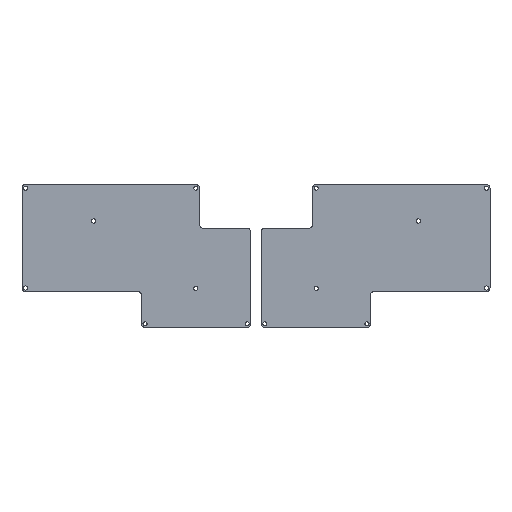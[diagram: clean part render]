
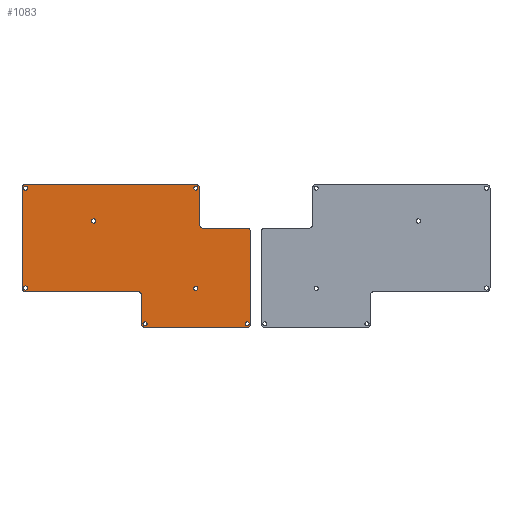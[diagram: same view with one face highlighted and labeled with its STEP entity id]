
A CAD part, top view. The second image highlights one B-rep face of the part: STEP entity #1083.
In plain terms, the highlighted planar face has unit normal (0, 0, 1).
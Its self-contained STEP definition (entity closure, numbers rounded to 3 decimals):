
#46 = VERTEX_POINT('',#47);
#47 = CARTESIAN_POINT('',(115.543,-51.203,1.6));
#53 = EDGE_CURVE('',#46,#54,#56,.T.);
#54 = VERTEX_POINT('',#55);
#55 = CARTESIAN_POINT('',(117.4,-53.2,1.6));
#56 = CIRCLE('',#57,1.998);
#57 = AXIS2_PLACEMENT_3D('',#58,#59,#60);
#58 = CARTESIAN_POINT('',(115.402,-53.195,1.6));
#59 = DIRECTION('',(0.,0.,-1.));
#60 = DIRECTION('',(0.07,0.998,0.));
#86 = EDGE_CURVE('',#54,#87,#89,.T.);
#87 = VERTEX_POINT('',#88);
#88 = CARTESIAN_POINT('',(117.4,-73.5,1.6));
#89 = LINE('',#90,#91);
#90 = CARTESIAN_POINT('',(117.4,-53.2,1.6));
#91 = VECTOR('',#92,1.);
#92 = DIRECTION('',(0.,-1.,0.));
#117 = EDGE_CURVE('',#87,#118,#120,.T.);
#118 = VERTEX_POINT('',#119);
#119 = CARTESIAN_POINT('',(117.403,-73.643,1.6));
#120 = LINE('',#121,#122);
#121 = CARTESIAN_POINT('',(117.4,-73.5,1.6));
#122 = VECTOR('',#123,1.);
#123 = DIRECTION('',(0.018,-1.,0.));
#148 = EDGE_CURVE('',#118,#149,#151,.T.);
#149 = VERTEX_POINT('',#150);
#150 = CARTESIAN_POINT('',(119.4,-75.5,1.6));
#151 = CIRCLE('',#152,1.998);
#152 = AXIS2_PLACEMENT_3D('',#153,#154,#155);
#153 = CARTESIAN_POINT('',(119.395,-73.502,1.6));
#154 = DIRECTION('',(0.,0.,1.));
#155 = DIRECTION('',(-0.998,-0.07,0.));
#181 = EDGE_CURVE('',#149,#182,#184,.T.);
#182 = VERTEX_POINT('',#183);
#183 = CARTESIAN_POINT('',(143.9,-75.5,1.6));
#184 = LINE('',#185,#186);
#185 = CARTESIAN_POINT('',(119.4,-75.5,1.6));
#186 = VECTOR('',#187,1.);
#187 = DIRECTION('',(1.,0.,0.));
#212 = EDGE_CURVE('',#182,#213,#215,.T.);
#213 = VERTEX_POINT('',#214);
#214 = CARTESIAN_POINT('',(144.043,-75.503,1.6));
#215 = LINE('',#216,#217);
#216 = CARTESIAN_POINT('',(143.9,-75.5,1.6));
#217 = VECTOR('',#218,1.);
#218 = DIRECTION('',(1.,-0.018,0.));
#243 = EDGE_CURVE('',#213,#244,#246,.T.);
#244 = VERTEX_POINT('',#245);
#245 = CARTESIAN_POINT('',(145.9,-77.5,1.6));
#246 = CIRCLE('',#247,1.998);
#247 = AXIS2_PLACEMENT_3D('',#248,#249,#250);
#248 = CARTESIAN_POINT('',(143.902,-77.495,1.6));
#249 = DIRECTION('',(0.,0.,-1.));
#250 = DIRECTION('',(0.07,0.998,0.));
#276 = EDGE_CURVE('',#244,#277,#279,.T.);
#277 = VERTEX_POINT('',#278);
#278 = CARTESIAN_POINT('',(145.9,-128.8,1.6));
#279 = LINE('',#280,#281);
#280 = CARTESIAN_POINT('',(145.9,-77.5,1.6));
#281 = VECTOR('',#282,1.);
#282 = DIRECTION('',(0.,-1.,0.));
#307 = EDGE_CURVE('',#277,#308,#310,.T.);
#308 = VERTEX_POINT('',#309);
#309 = CARTESIAN_POINT('',(145.897,-128.943,1.6));
#310 = LINE('',#311,#312);
#311 = CARTESIAN_POINT('',(145.9,-128.8,1.6));
#312 = VECTOR('',#313,1.);
#313 = DIRECTION('',(-0.018,-1.,0.));
#338 = EDGE_CURVE('',#308,#339,#341,.T.);
#339 = VERTEX_POINT('',#340);
#340 = CARTESIAN_POINT('',(143.9,-130.8,1.6));
#341 = CIRCLE('',#342,1.998);
#342 = AXIS2_PLACEMENT_3D('',#343,#344,#345);
#343 = CARTESIAN_POINT('',(143.905,-128.802,1.6));
#344 = DIRECTION('',(0.,0.,-1.));
#345 = DIRECTION('',(0.998,-0.07,0.));
#371 = EDGE_CURVE('',#339,#372,#374,.T.);
#372 = VERTEX_POINT('',#373);
#373 = CARTESIAN_POINT('',(87.1,-130.8,1.6));
#374 = LINE('',#375,#376);
#375 = CARTESIAN_POINT('',(143.9,-130.8,1.6));
#376 = VECTOR('',#377,1.);
#377 = DIRECTION('',(-1.,0.,0.));
#402 = EDGE_CURVE('',#372,#403,#405,.T.);
#403 = VERTEX_POINT('',#404);
#404 = CARTESIAN_POINT('',(86.957,-130.797,1.6));
#405 = LINE('',#406,#407);
#406 = CARTESIAN_POINT('',(87.1,-130.8,1.6));
#407 = VECTOR('',#408,1.);
#408 = DIRECTION('',(-1.,0.018,0.));
#433 = EDGE_CURVE('',#403,#434,#436,.T.);
#434 = VERTEX_POINT('',#435);
#435 = CARTESIAN_POINT('',(85.1,-128.8,1.6));
#436 = CIRCLE('',#437,1.998);
#437 = AXIS2_PLACEMENT_3D('',#438,#439,#440);
#438 = CARTESIAN_POINT('',(87.098,-128.805,1.6));
#439 = DIRECTION('',(0.,0.,-1.));
#440 = DIRECTION('',(-0.07,-0.998,-0.));
#466 = EDGE_CURVE('',#434,#467,#469,.T.);
#467 = VERTEX_POINT('',#468);
#468 = CARTESIAN_POINT('',(85.1,-112.8,1.6));
#469 = LINE('',#470,#471);
#470 = CARTESIAN_POINT('',(85.1,-128.8,1.6));
#471 = VECTOR('',#472,1.);
#472 = DIRECTION('',(0.,1.,0.));
#497 = EDGE_CURVE('',#467,#498,#500,.T.);
#498 = VERTEX_POINT('',#499);
#499 = CARTESIAN_POINT('',(85.097,-112.657,1.6));
#500 = LINE('',#501,#502);
#501 = CARTESIAN_POINT('',(85.1,-112.8,1.6));
#502 = VECTOR('',#503,1.);
#503 = DIRECTION('',(-0.018,1.,0.));
#528 = EDGE_CURVE('',#498,#529,#531,.T.);
#529 = VERTEX_POINT('',#530);
#530 = CARTESIAN_POINT('',(83.1,-110.8,1.6));
#531 = CIRCLE('',#532,1.998);
#532 = AXIS2_PLACEMENT_3D('',#533,#534,#535);
#533 = CARTESIAN_POINT('',(83.105,-112.798,1.6));
#534 = DIRECTION('',(0.,0.,1.));
#535 = DIRECTION('',(0.998,0.07,-0.));
#561 = EDGE_CURVE('',#529,#562,#564,.T.);
#562 = VERTEX_POINT('',#563);
#563 = CARTESIAN_POINT('',(20.6,-110.8,1.6));
#564 = LINE('',#565,#566);
#565 = CARTESIAN_POINT('',(83.1,-110.8,1.6));
#566 = VECTOR('',#567,1.);
#567 = DIRECTION('',(-1.,0.,0.));
#592 = EDGE_CURVE('',#562,#593,#595,.T.);
#593 = VERTEX_POINT('',#594);
#594 = CARTESIAN_POINT('',(20.457,-110.797,1.6));
#595 = LINE('',#596,#597);
#596 = CARTESIAN_POINT('',(20.6,-110.8,1.6));
#597 = VECTOR('',#598,1.);
#598 = DIRECTION('',(-1.,0.018,0.));
#623 = EDGE_CURVE('',#593,#624,#626,.T.);
#624 = VERTEX_POINT('',#625);
#625 = CARTESIAN_POINT('',(18.6,-108.8,1.6));
#626 = CIRCLE('',#627,1.998);
#627 = AXIS2_PLACEMENT_3D('',#628,#629,#630);
#628 = CARTESIAN_POINT('',(20.598,-108.805,1.6));
#629 = DIRECTION('',(0.,0.,-1.));
#630 = DIRECTION('',(-0.07,-0.998,-0.));
#656 = EDGE_CURVE('',#624,#657,#659,.T.);
#657 = VERTEX_POINT('',#658);
#658 = CARTESIAN_POINT('',(18.6,-53.2,1.6));
#659 = LINE('',#660,#661);
#660 = CARTESIAN_POINT('',(18.6,-108.8,1.6));
#661 = VECTOR('',#662,1.);
#662 = DIRECTION('',(0.,1.,0.));
#687 = EDGE_CURVE('',#657,#688,#690,.T.);
#688 = VERTEX_POINT('',#689);
#689 = CARTESIAN_POINT('',(18.603,-53.057,1.6));
#690 = LINE('',#691,#692);
#691 = CARTESIAN_POINT('',(18.6,-53.2,1.6));
#692 = VECTOR('',#693,1.);
#693 = DIRECTION('',(0.018,1.,0.));
#718 = EDGE_CURVE('',#688,#719,#721,.T.);
#719 = VERTEX_POINT('',#720);
#720 = CARTESIAN_POINT('',(20.6,-51.2,1.6));
#721 = CIRCLE('',#722,1.998);
#722 = AXIS2_PLACEMENT_3D('',#723,#724,#725);
#723 = CARTESIAN_POINT('',(20.595,-53.198,1.6));
#724 = DIRECTION('',(0.,0.,-1.));
#725 = DIRECTION('',(-0.998,0.07,0.));
#751 = EDGE_CURVE('',#719,#752,#754,.T.);
#752 = VERTEX_POINT('',#753);
#753 = CARTESIAN_POINT('',(115.4,-51.2,1.6));
#754 = LINE('',#755,#756);
#755 = CARTESIAN_POINT('',(20.6,-51.2,1.6));
#756 = VECTOR('',#757,1.);
#757 = DIRECTION('',(1.,0.,0.));
#782 = EDGE_CURVE('',#752,#46,#783,.T.);
#783 = LINE('',#784,#785);
#784 = CARTESIAN_POINT('',(115.4,-51.2,1.6));
#785 = VECTOR('',#786,1.);
#786 = DIRECTION('',(1.,-0.018,0.));
#806 = VERTEX_POINT('',#807);
#807 = CARTESIAN_POINT('',(88.25,-128.8,1.6));
#813 = EDGE_CURVE('',#806,#806,#814,.T.);
#814 = CIRCLE('',#815,1.15);
#815 = AXIS2_PLACEMENT_3D('',#816,#817,#818);
#816 = CARTESIAN_POINT('',(87.1,-128.8,1.6));
#817 = DIRECTION('',(0.,0.,1.));
#818 = DIRECTION('',(1.,0.,-0.));
#839 = VERTEX_POINT('',#840);
#840 = CARTESIAN_POINT('',(145.05,-128.8,1.6));
#846 = EDGE_CURVE('',#839,#839,#847,.T.);
#847 = CIRCLE('',#848,1.15);
#848 = AXIS2_PLACEMENT_3D('',#849,#850,#851);
#849 = CARTESIAN_POINT('',(143.9,-128.8,1.6));
#850 = DIRECTION('',(0.,0.,1.));
#851 = DIRECTION('',(1.,0.,-0.));
#872 = VERTEX_POINT('',#873);
#873 = CARTESIAN_POINT('',(116.55,-109.,1.6));
#879 = EDGE_CURVE('',#872,#872,#880,.T.);
#880 = CIRCLE('',#881,1.15);
#881 = AXIS2_PLACEMENT_3D('',#882,#883,#884);
#882 = CARTESIAN_POINT('',(115.4,-109.,1.6));
#883 = DIRECTION('',(0.,0.,1.));
#884 = DIRECTION('',(1.,0.,-0.));
#905 = VERTEX_POINT('',#906);
#906 = CARTESIAN_POINT('',(21.75,-108.8,1.6));
#912 = EDGE_CURVE('',#905,#905,#913,.T.);
#913 = CIRCLE('',#914,1.15);
#914 = AXIS2_PLACEMENT_3D('',#915,#916,#917);
#915 = CARTESIAN_POINT('',(20.6,-108.8,1.6));
#916 = DIRECTION('',(0.,0.,1.));
#917 = DIRECTION('',(1.,0.,-0.));
#938 = VERTEX_POINT('',#939);
#939 = CARTESIAN_POINT('',(59.65,-71.5,1.6));
#945 = EDGE_CURVE('',#938,#938,#946,.T.);
#946 = CIRCLE('',#947,1.15);
#947 = AXIS2_PLACEMENT_3D('',#948,#949,#950);
#948 = CARTESIAN_POINT('',(58.5,-71.5,1.6));
#949 = DIRECTION('',(0.,0.,1.));
#950 = DIRECTION('',(1.,0.,-0.));
#971 = VERTEX_POINT('',#972);
#972 = CARTESIAN_POINT('',(21.75,-53.2,1.6));
#978 = EDGE_CURVE('',#971,#971,#979,.T.);
#979 = CIRCLE('',#980,1.15);
#980 = AXIS2_PLACEMENT_3D('',#981,#982,#983);
#981 = CARTESIAN_POINT('',(20.6,-53.2,1.6));
#982 = DIRECTION('',(0.,0.,1.));
#983 = DIRECTION('',(1.,0.,-0.));
#1004 = VERTEX_POINT('',#1005);
#1005 = CARTESIAN_POINT('',(116.55,-53.2,1.6));
#1011 = EDGE_CURVE('',#1004,#1004,#1012,.T.);
#1012 = CIRCLE('',#1013,1.15);
#1013 = AXIS2_PLACEMENT_3D('',#1014,#1015,#1016);
#1014 = CARTESIAN_POINT('',(115.4,-53.2,1.6));
#1015 = DIRECTION('',(0.,0.,1.));
#1016 = DIRECTION('',(1.,0.,-0.));
#1083 = ADVANCED_FACE('',(#1084,#1110,#1113,#1116,#1119,#1122,#1125,
    #1128),#1131,.T.);
#1084 = FACE_BOUND('',#1085,.F.);
#1085 = EDGE_LOOP('',(#1086,#1087,#1088,#1089,#1090,#1091,#1092,#1093,
    #1094,#1095,#1096,#1097,#1098,#1099,#1100,#1101,#1102,#1103,#1104,
    #1105,#1106,#1107,#1108,#1109));
#1086 = ORIENTED_EDGE('',*,*,#53,.T.);
#1087 = ORIENTED_EDGE('',*,*,#86,.T.);
#1088 = ORIENTED_EDGE('',*,*,#117,.T.);
#1089 = ORIENTED_EDGE('',*,*,#148,.T.);
#1090 = ORIENTED_EDGE('',*,*,#181,.T.);
#1091 = ORIENTED_EDGE('',*,*,#212,.T.);
#1092 = ORIENTED_EDGE('',*,*,#243,.T.);
#1093 = ORIENTED_EDGE('',*,*,#276,.T.);
#1094 = ORIENTED_EDGE('',*,*,#307,.T.);
#1095 = ORIENTED_EDGE('',*,*,#338,.T.);
#1096 = ORIENTED_EDGE('',*,*,#371,.T.);
#1097 = ORIENTED_EDGE('',*,*,#402,.T.);
#1098 = ORIENTED_EDGE('',*,*,#433,.T.);
#1099 = ORIENTED_EDGE('',*,*,#466,.T.);
#1100 = ORIENTED_EDGE('',*,*,#497,.T.);
#1101 = ORIENTED_EDGE('',*,*,#528,.T.);
#1102 = ORIENTED_EDGE('',*,*,#561,.T.);
#1103 = ORIENTED_EDGE('',*,*,#592,.T.);
#1104 = ORIENTED_EDGE('',*,*,#623,.T.);
#1105 = ORIENTED_EDGE('',*,*,#656,.T.);
#1106 = ORIENTED_EDGE('',*,*,#687,.T.);
#1107 = ORIENTED_EDGE('',*,*,#718,.T.);
#1108 = ORIENTED_EDGE('',*,*,#751,.T.);
#1109 = ORIENTED_EDGE('',*,*,#782,.T.);
#1110 = FACE_BOUND('',#1111,.F.);
#1111 = EDGE_LOOP('',(#1112));
#1112 = ORIENTED_EDGE('',*,*,#813,.T.);
#1113 = FACE_BOUND('',#1114,.F.);
#1114 = EDGE_LOOP('',(#1115));
#1115 = ORIENTED_EDGE('',*,*,#846,.T.);
#1116 = FACE_BOUND('',#1117,.F.);
#1117 = EDGE_LOOP('',(#1118));
#1118 = ORIENTED_EDGE('',*,*,#879,.T.);
#1119 = FACE_BOUND('',#1120,.F.);
#1120 = EDGE_LOOP('',(#1121));
#1121 = ORIENTED_EDGE('',*,*,#912,.T.);
#1122 = FACE_BOUND('',#1123,.F.);
#1123 = EDGE_LOOP('',(#1124));
#1124 = ORIENTED_EDGE('',*,*,#945,.T.);
#1125 = FACE_BOUND('',#1126,.F.);
#1126 = EDGE_LOOP('',(#1127));
#1127 = ORIENTED_EDGE('',*,*,#978,.T.);
#1128 = FACE_BOUND('',#1129,.F.);
#1129 = EDGE_LOOP('',(#1130));
#1130 = ORIENTED_EDGE('',*,*,#1011,.T.);
#1131 = PLANE('',#1132);
#1132 = AXIS2_PLACEMENT_3D('',#1133,#1134,#1135);
#1133 = CARTESIAN_POINT('',(0.,0.,1.6));
#1134 = DIRECTION('',(0.,0.,1.));
#1135 = DIRECTION('',(1.,0.,-0.));
